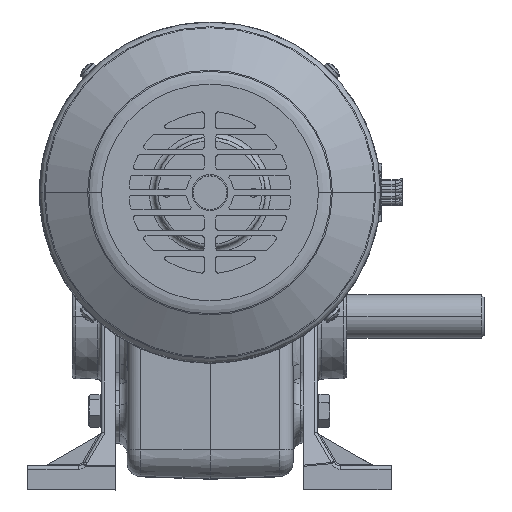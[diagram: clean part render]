
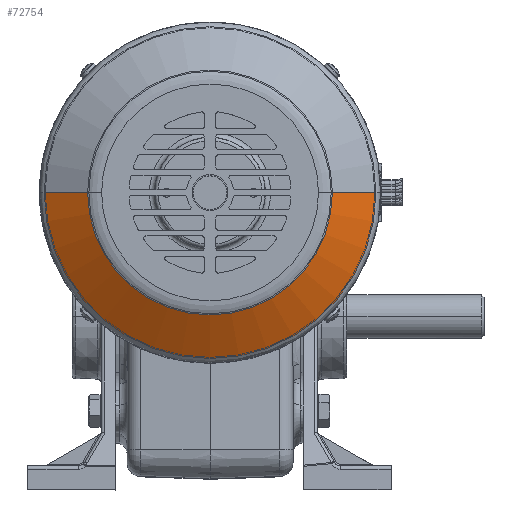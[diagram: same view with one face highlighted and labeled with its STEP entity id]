
A CAD part, top view. The second image highlights one B-rep face of the part: STEP entity #72754.
In plain terms, the highlighted conical face has half-angle 60 degrees and reference radius 72.857 mm.
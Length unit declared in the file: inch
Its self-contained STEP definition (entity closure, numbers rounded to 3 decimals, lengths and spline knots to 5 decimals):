
#3286 = ORIENTED_EDGE ( 'NONE', *, *, #19573, .F. ) ;
#9719 = DIRECTION ( 'NONE',  ( -1., 0., 0. ) ) ;
#14362 = EDGE_LOOP ( 'NONE', ( #86298, #69722, #45045, #3286 ) ) ;
#18048 = CARTESIAN_POINT ( 'NONE',  ( 0., 0., 7.01309 ) ) ;
#18311 = EDGE_CURVE ( 'NONE', #20127, #45746, #26588, .T. ) ;
#18496 = AXIS2_PLACEMENT_3D ( 'NONE', #78442, #34098, #85889 ) ;
#18908 = CONICAL_SURFACE ( 'NONE', #71688, 2.8684, 1.047 ) ;
#19573 = EDGE_CURVE ( 'NONE', #24961, #88238, #22996, .T. ) ;
#19657 = DIRECTION ( 'NONE',  ( -0.866, 0., -0.5 ) ) ;
#20127 = VERTEX_POINT ( 'NONE', #43838 ) ;
#21227 = FACE_OUTER_BOUND ( 'NONE', #14362, .T. ) ;
#21573 = LINE ( 'NONE', #30964, #75935 ) ;
#22996 = CIRCLE ( 'NONE', #23178, 2.8684 ) ;
#23178 = AXIS2_PLACEMENT_3D ( 'NONE', #18048, #69787, #25460 ) ;
#24961 = VERTEX_POINT ( 'NONE', #94811 ) ;
#25460 = DIRECTION ( 'NONE',  ( -1., 0., 0. ) ) ;
#26588 = CIRCLE ( 'NONE', #18496, 2.1159 ) ;
#27108 = LINE ( 'NONE', #49040, #64137 ) ;
#30964 = CARTESIAN_POINT ( 'NONE',  ( 2.8684, 0., 7.01309 ) ) ;
#34098 = DIRECTION ( 'NONE',  ( 0., 0., -1. ) ) ;
#38082 = DIRECTION ( 'NONE',  ( 0.866, 0., -0.5 ) ) ;
#43838 = CARTESIAN_POINT ( 'NONE',  ( 2.1159, 0., 7.44755 ) ) ;
#45045 = ORIENTED_EDGE ( 'NONE', *, *, #57873, .T. ) ;
#45746 = VERTEX_POINT ( 'NONE', #90760 ) ;
#46044 = DIRECTION ( 'NONE',  ( 0., 0., -1. ) ) ;
#49040 = CARTESIAN_POINT ( 'NONE',  ( -2.8684, 0., 7.01309 ) ) ;
#54086 = CARTESIAN_POINT ( 'NONE',  ( 0., 0., 7.01309 ) ) ;
#56204 = EDGE_CURVE ( 'NONE', #20127, #24961, #21573, .T. ) ;
#57873 = EDGE_CURVE ( 'NONE', #45746, #88238, #27108, .T. ) ;
#62078 = CARTESIAN_POINT ( 'NONE',  ( -2.8684, 0., 7.01309 ) ) ;
#64137 = VECTOR ( 'NONE', #19657, 39.37008 ) ;
#69722 = ORIENTED_EDGE ( 'NONE', *, *, #18311, .T. ) ;
#69787 = DIRECTION ( 'NONE',  ( 0., 0., -1. ) ) ;
#71688 = AXIS2_PLACEMENT_3D ( 'NONE', #54086, #46044, #9719 ) ;
#72754 = ADVANCED_FACE ( 'NONE', ( #21227 ), #18908, .T. ) ;
#75935 = VECTOR ( 'NONE', #38082, 39.37008 ) ;
#78442 = CARTESIAN_POINT ( 'NONE',  ( 0., 0., 7.44755 ) ) ;
#85889 = DIRECTION ( 'NONE',  ( -1., 0., 0. ) ) ;
#86298 = ORIENTED_EDGE ( 'NONE', *, *, #56204, .F. ) ;
#88238 = VERTEX_POINT ( 'NONE', #62078 ) ;
#90760 = CARTESIAN_POINT ( 'NONE',  ( -2.1159, 0., 7.44755 ) ) ;
#94811 = CARTESIAN_POINT ( 'NONE',  ( 2.8684, 0., 7.01309 ) ) ;
